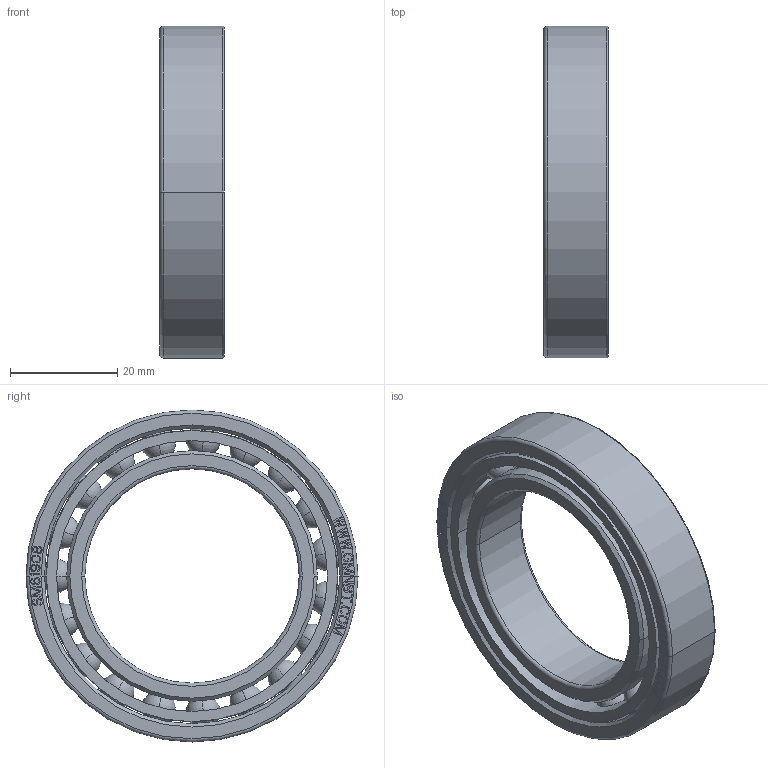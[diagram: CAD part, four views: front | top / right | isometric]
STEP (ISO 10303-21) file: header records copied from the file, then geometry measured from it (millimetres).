
FILE_DESCRIPTION((''),'2;1');
FILE_NAME('SM61908_PRT','2014-03-19T',('sales 4'),(''),'PRO/ENGINEER BY PARAMETRIC TECHNOLOGY CORPORATION, 2013150','PRO/ENGINEER BY PARAMETRIC TECHNOLOGY CORPORATION, 2013150','');
FILE_SCHEMA(('AUTOMOTIVE_DESIGN { 1 0 10303 214 1 1 1 1 }'));
Length unit declared in the file: millimetre
Products named in the file (1): SM61908_PRT
Bounding box: 12.01 x 62 x 62 mm (x, y, z)
Volume: 16141.6 mm3; surface area: 15617.3 mm2
Topology: 3 solids, 3 shells, 784 faces, 2190 edges, 1400 vertices
Faces by surface type: plane 596, cylinder 90, sphere 76, torus 12, cone 10
Entity records: 40219 total; most frequent: CARTESIAN_POINT 13891, ORIENTED_EDGE 4228, DIRECTION 3742, PRESENTATION_STYLE_ASSIGNMENT 2147, STYLED_ITEM 2117, CURVE_STYLE 2114, EDGE_CURVE 2114, VECTOR 1750
